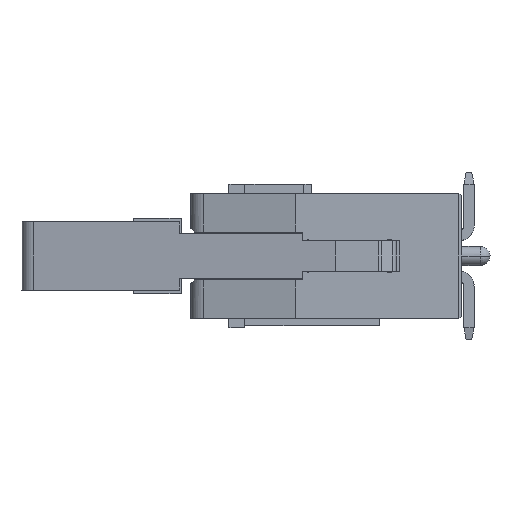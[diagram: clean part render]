
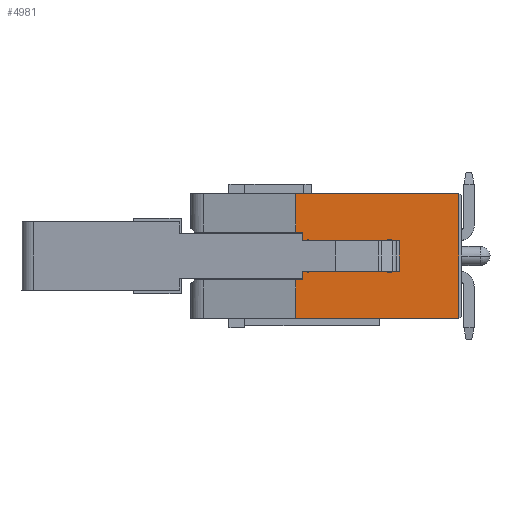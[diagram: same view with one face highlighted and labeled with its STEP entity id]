
A CAD part, left-side view. The second image highlights one B-rep face of the part: STEP entity #4981.
In plain terms, the highlighted planar face has unit normal (-1, 0, 0).
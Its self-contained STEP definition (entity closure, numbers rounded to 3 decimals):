
#3684=CARTESIAN_POINT('',(12.7,5.4,-4.905));
#3685=VERTEX_POINT('',#3684);
#3709=CARTESIAN_POINT('',(12.7,11.5,-4.905));
#3710=VERTEX_POINT('',#3709);
#3720=CARTESIAN_POINT('',(12.7,11.5,-4.905));
#3721=CARTESIAN_POINT('',(12.7,10.28,-4.905));
#3722=CARTESIAN_POINT('',(12.7,9.06,-4.905));
#3723=CARTESIAN_POINT('',(12.7,7.84,-4.905));
#3724=CARTESIAN_POINT('',(12.7,6.62,-4.905));
#3725=CARTESIAN_POINT('',(12.7,5.4,-4.905));
#3726=B_SPLINE_CURVE_WITH_KNOTS('',5,(#3720,#3721,#3722,#3723,#3724,#3725),.UNSPECIFIED.,.F.,.U.,(6,6),(0.,6.1),.UNSPECIFIED.);
#3727=EDGE_CURVE('',#3710,#3685,#3726,.T.);
#3739=CARTESIAN_POINT('',(12.7,11.5,-3.005));
#3740=VERTEX_POINT('',#3739);
#3762=CARTESIAN_POINT('',(12.7,5.4,-3.005));
#3763=VERTEX_POINT('',#3762);
#3773=CARTESIAN_POINT('',(12.7,5.4,-3.005));
#3774=CARTESIAN_POINT('',(12.7,6.62,-3.005));
#3775=CARTESIAN_POINT('',(12.7,7.84,-3.005));
#3776=CARTESIAN_POINT('',(12.7,9.06,-3.005));
#3777=CARTESIAN_POINT('',(12.7,10.28,-3.005));
#3778=CARTESIAN_POINT('',(12.7,11.5,-3.005));
#3779=B_SPLINE_CURVE_WITH_KNOTS('',5,(#3773,#3774,#3775,#3776,#3777,#3778),.UNSPECIFIED.,.F.,.U.,(6,6),(0.,6.1),.UNSPECIFIED.);
#3780=EDGE_CURVE('',#3763,#3740,#3779,.T.);
#3814=CARTESIAN_POINT('',(12.7,5.4,-4.905));
#3815=CARTESIAN_POINT('',(12.7,5.4,-4.525));
#3816=CARTESIAN_POINT('',(12.7,5.4,-4.145));
#3817=CARTESIAN_POINT('',(12.7,5.4,-3.765));
#3818=CARTESIAN_POINT('',(12.7,5.4,-3.385));
#3819=CARTESIAN_POINT('',(12.7,5.4,-3.005));
#3820=B_SPLINE_CURVE_WITH_KNOTS('',5,(#3814,#3815,#3816,#3817,#3818,#3819),.UNSPECIFIED.,.F.,.U.,(6,6),(0.,1.9),.UNSPECIFIED.);
#3821=EDGE_CURVE('',#3685,#3763,#3820,.T.);
#3927=CARTESIAN_POINT('',(12.7,11.5,-2.455));
#3928=VERTEX_POINT('',#3927);
#3935=CARTESIAN_POINT('',(12.7,11.9,-2.455));
#3936=VERTEX_POINT('',#3935);
#3937=CARTESIAN_POINT('',(12.7,11.9,-2.455));
#3938=DIRECTION('',(0.,-1.,0.));
#3939=VECTOR('',#3938,0.4);
#3940=LINE('',#3937,#3939);
#3941=EDGE_CURVE('',#3936,#3928,#3940,.T.);
#4431=CARTESIAN_POINT('',(12.7,11.9,-5.455));
#4432=VERTEX_POINT('',#4431);
#4439=CARTESIAN_POINT('',(12.7,11.5,-5.455));
#4440=VERTEX_POINT('',#4439);
#4441=CARTESIAN_POINT('',(12.7,11.5,-5.455));
#4442=DIRECTION('',(0.,1.,0.));
#4443=VECTOR('',#4442,0.4);
#4444=LINE('',#4441,#4443);
#4445=EDGE_CURVE('',#4440,#4432,#4444,.T.);
#4902=CARTESIAN_POINT('',(12.7,11.5,-5.455));
#4903=CARTESIAN_POINT('',(12.7,11.5,-5.345));
#4904=CARTESIAN_POINT('',(12.7,11.5,-5.235));
#4905=CARTESIAN_POINT('',(12.7,11.5,-5.125));
#4906=CARTESIAN_POINT('',(12.7,11.5,-5.015));
#4907=CARTESIAN_POINT('',(12.7,11.5,-4.905));
#4908=B_SPLINE_CURVE_WITH_KNOTS('',5,(#4902,#4903,#4904,#4905,#4906,#4907),.UNSPECIFIED.,.F.,.U.,(6,6),(0.,0.55),.UNSPECIFIED.);
#4909=EDGE_CURVE('',#4440,#3710,#4908,.T.);
#4915=CARTESIAN_POINT('',(12.7,6.878,-4.18));
#4916=DIRECTION('',(0.,-1.,0.));
#4917=DIRECTION('',(-1.,0.,0.));
#4918=AXIS2_PLACEMENT_3D('',#4915,#4917,#4916);
#4919=PLANE('',#4918);
#4920=CARTESIAN_POINT('',(12.7,11.5,-3.005));
#4921=CARTESIAN_POINT('',(12.7,11.5,-2.895));
#4922=CARTESIAN_POINT('',(12.7,11.5,-2.785));
#4923=CARTESIAN_POINT('',(12.7,11.5,-2.675));
#4924=CARTESIAN_POINT('',(12.7,11.5,-2.565));
#4925=CARTESIAN_POINT('',(12.7,11.5,-2.455));
#4926=B_SPLINE_CURVE_WITH_KNOTS('',5,(#4920,#4921,#4922,#4923,#4924,#4925),.UNSPECIFIED.,.F.,.U.,(6,6),(0.,0.55),.UNSPECIFIED.);
#4927=EDGE_CURVE('',#3740,#3928,#4926,.T.);
#4928=ORIENTED_EDGE('',*,*,#4927,.F.);
#4929=ORIENTED_EDGE('',*,*,#3780,.F.);
#4930=ORIENTED_EDGE('',*,*,#3821,.F.);
#4931=ORIENTED_EDGE('',*,*,#3727,.F.);
#4932=ORIENTED_EDGE('',*,*,#4909,.F.);
#4933=ORIENTED_EDGE('',*,*,#4445,.T.);
#4934=CARTESIAN_POINT('',(12.7,11.9,-7.88));
#4935=VERTEX_POINT('',#4934);
#4936=CARTESIAN_POINT('',(12.7,11.9,-7.88));
#4937=DIRECTION('',(0.,0.,1.));
#4938=VECTOR('',#4937,2.425);
#4939=LINE('',#4936,#4938);
#4940=EDGE_CURVE('',#4935,#4432,#4939,.T.);
#4941=ORIENTED_EDGE('',*,*,#4940,.F.);
#4942=CARTESIAN_POINT('',(12.7,1.65,-7.88));
#4943=VERTEX_POINT('',#4942);
#4944=CARTESIAN_POINT('',(12.7,11.9,-7.88));
#4945=CARTESIAN_POINT('',(12.7,9.85,-7.88));
#4946=CARTESIAN_POINT('',(12.7,7.8,-7.88));
#4947=CARTESIAN_POINT('',(12.7,5.75,-7.88));
#4948=CARTESIAN_POINT('',(12.7,3.7,-7.88));
#4949=CARTESIAN_POINT('',(12.7,1.65,-7.88));
#4950=B_SPLINE_CURVE_WITH_KNOTS('',5,(#4944,#4945,#4946,#4947,#4948,#4949),.UNSPECIFIED.,.F.,.U.,(6,6),(0.,0.414),.UNSPECIFIED.);
#4951=EDGE_CURVE('',#4935,#4943,#4950,.T.);
#4952=ORIENTED_EDGE('',*,*,#4951,.T.);
#4953=CARTESIAN_POINT('',(12.7,1.65,-0.03));
#4954=VERTEX_POINT('',#4953);
#4955=CARTESIAN_POINT('',(12.7,1.65,-0.03));
#4956=CARTESIAN_POINT('',(12.7,1.65,-1.6));
#4957=CARTESIAN_POINT('',(12.7,1.65,-3.17));
#4958=CARTESIAN_POINT('',(12.7,1.65,-4.74));
#4959=CARTESIAN_POINT('',(12.7,1.65,-6.31));
#4960=CARTESIAN_POINT('',(12.7,1.65,-7.88));
#4961=B_SPLINE_CURVE_WITH_KNOTS('',5,(#4955,#4956,#4957,#4958,#4959,#4960),.UNSPECIFIED.,.F.,.U.,(6,6),(0.,7.85),.UNSPECIFIED.);
#4962=EDGE_CURVE('',#4954,#4943,#4961,.T.);
#4963=ORIENTED_EDGE('',*,*,#4962,.F.);
#4964=CARTESIAN_POINT('',(12.7,11.9,-0.03));
#4965=VERTEX_POINT('',#4964);
#4966=CARTESIAN_POINT('',(12.7,1.65,-0.03));
#4967=DIRECTION('',(0.,1.,0.));
#4968=VECTOR('',#4967,10.25);
#4969=LINE('',#4966,#4968);
#4970=EDGE_CURVE('',#4954,#4965,#4969,.T.);
#4971=ORIENTED_EDGE('',*,*,#4970,.T.);
#4972=CARTESIAN_POINT('',(12.7,11.9,-0.03));
#4973=DIRECTION('',(0.,0.,-1.));
#4974=VECTOR('',#4973,2.425);
#4975=LINE('',#4972,#4974);
#4976=EDGE_CURVE('',#4965,#3936,#4975,.T.);
#4977=ORIENTED_EDGE('',*,*,#4976,.T.);
#4978=ORIENTED_EDGE('',*,*,#3941,.T.);
#4979=EDGE_LOOP('',(#4928,#4929,#4930,#4931,#4932,#4933,#4941,#4952,#4963,#4971,#4977,#4978));
#4980=FACE_OUTER_BOUND('',#4979,.T.);
#4981=ADVANCED_FACE('',(#4980),#4919,.T.);
